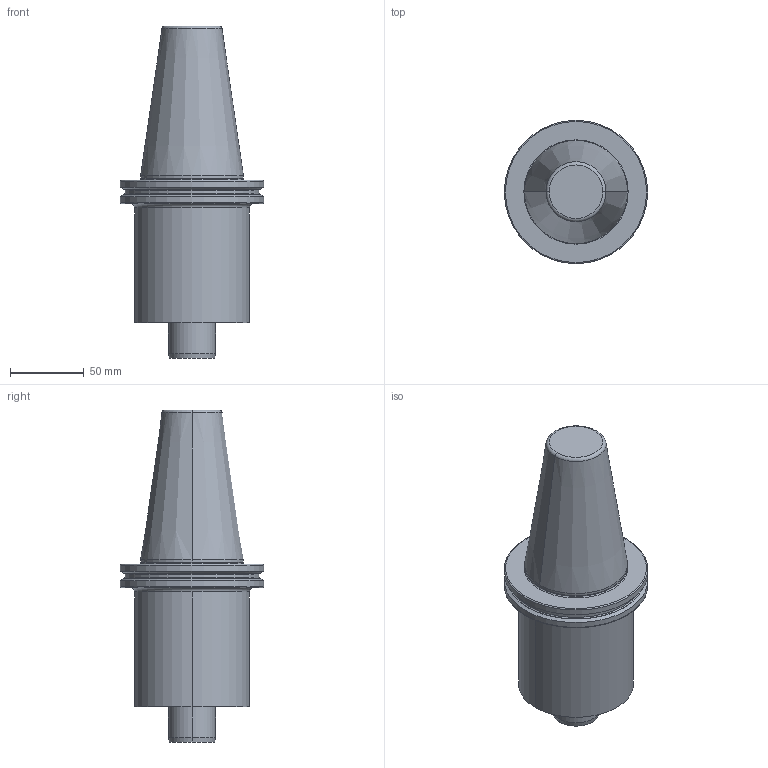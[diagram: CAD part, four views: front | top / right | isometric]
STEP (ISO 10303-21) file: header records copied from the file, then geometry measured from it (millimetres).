
FILE_DESCRIPTION(/* description */ (''),/* implementation_level */ '2;1');
FILE_NAME(/* name */ '1624362679952.stp',/* time_stamp */ '2021-06-22T17:21:31+06:00',/* author */ (''),/* organization */ ('SMS'),/* preprocessor_version */ 'ST-DEVELOPER v16.7',/* originating_system */ 'SIEMENS PLM Software NX 12.0',/* authorisation */ '');
FILE_SCHEMA (('AUTOMOTIVE_DESIGN { 1 0 10303 214 3 1 1 1 }'));
Length unit declared in the file: millimetre
Products named in the file (1): 203567176mod000_00
Bounding box: 97.45 x 97.45 x 225.6 mm (x, y, z)
Volume: 779807.3 mm3; surface area: 58306.9 mm2
Topology: 1 solids, 1 shells, 35 faces, 67 edges, 42 vertices
Faces by surface type: torus 11, cylinder 9, cone 8, plane 7
Full cylindrical faces by diameter (mm): 91 x1, 97.45 x2
Entity records: 964 total; most frequent: DIRECTION 195, CARTESIAN_POINT 148, ORIENTED_EDGE 134, AXIS2_PLACEMENT_3D 89, EDGE_CURVE 67, CIRCLE 50, EDGE_LOOP 40, VERTEX_POINT 39
